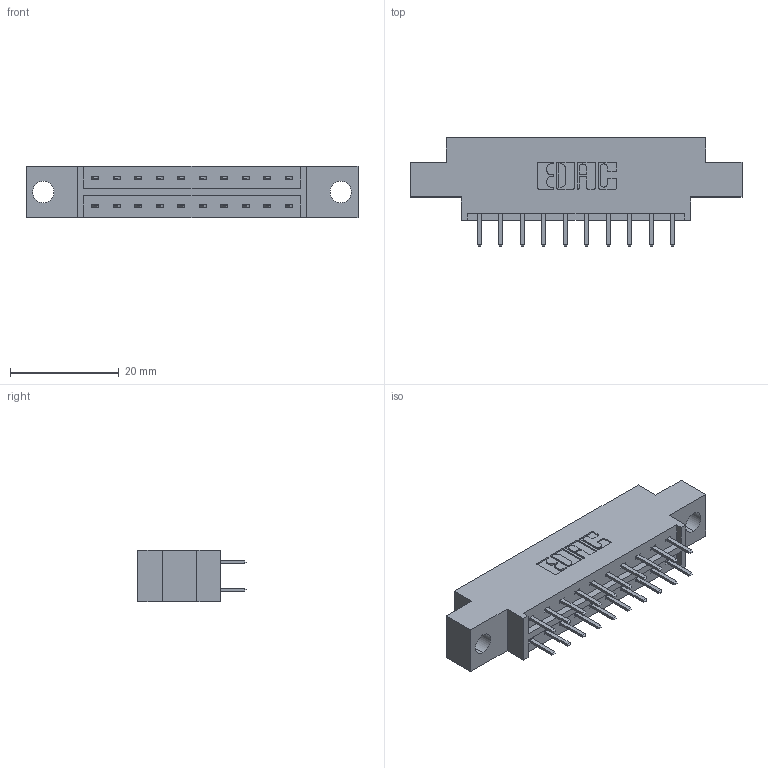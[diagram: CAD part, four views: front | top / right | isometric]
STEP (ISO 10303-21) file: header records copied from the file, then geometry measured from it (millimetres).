
FILE_DESCRIPTION (( 'STEP AP203' ), '1' );
FILE_NAME ('833-020-520-804.STEP', '2020-06-01T01:36:31', ( '' ), ( '' ), 'SwSTEP 2.0', 'SolidWorks 2020', '' );
FILE_SCHEMA (( 'CONFIG_CONTROL_DESIGN' ));
Length unit declared in the file: inch
Products named in the file (3): 833 Part_Offset - .156 Dia - TH; 345-292-001_345-293-120; 833-020-520-804
Assembly tree (21 placements, depth 2):
  833-020-520-804
    833 Part_Offset - .156 Dia - TH
    345-292-001_345-293-120  x20
Bounding box: 61.16 x 20.02 x 9.4 mm (x, y, z)
Volume: 5620.7 mm3; surface area: 6298.2 mm2
Topology: 21 solids, 21 shells, 1238 faces, 3583 edges, 2334 vertices
Faces by surface type: plane 834, cylinder 404
Entity records: 10821 total; most frequent: CARTESIAN_POINT 1846, ORIENTED_EDGE 1770, DIRECTION 1621, EDGE_CURVE 885, VECTOR 753, LINE 753, VERTEX_POINT 586, AXIS2_PLACEMENT_3D 434
